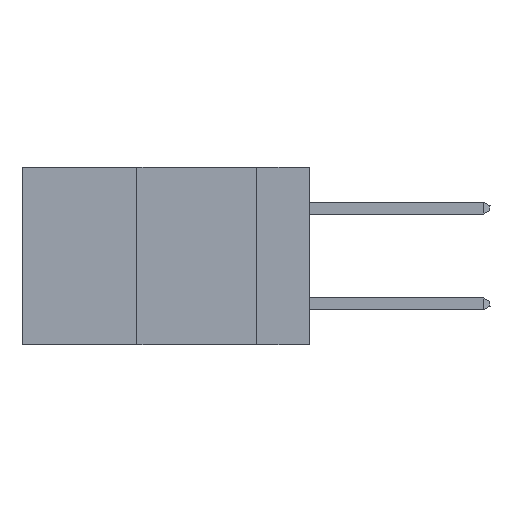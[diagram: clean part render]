
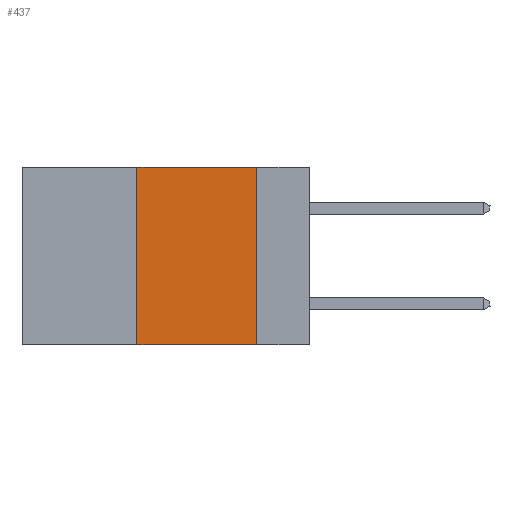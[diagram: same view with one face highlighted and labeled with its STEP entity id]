
A CAD part, left-side view. The second image highlights one B-rep face of the part: STEP entity #437.
In plain terms, the highlighted planar face has unit normal (-1, 0, 0).
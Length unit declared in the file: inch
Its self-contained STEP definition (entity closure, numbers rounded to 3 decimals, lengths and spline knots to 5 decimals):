
#437 = ADVANCED_FACE ( 'NONE', ( #16720 ), #970, .F. ) ;
#970 = PLANE ( 'NONE',  #18559 ) ;
#1516 = VERTEX_POINT ( 'NONE', #23568 ) ;
#3062 = LINE ( 'NONE', #13711, #11420 ) ;
#3189 = VERTEX_POINT ( 'NONE', #4854 ) ;
#3514 = EDGE_CURVE ( 'NONE', #6216, #1516, #12409, .T. ) ;
#3788 = VERTEX_POINT ( 'NONE', #15561 ) ;
#4692 = CARTESIAN_POINT ( 'NONE',  ( 0., 0.6, -0.37 ) ) ;
#4854 = CARTESIAN_POINT ( 'NONE',  ( 0., 0.36, -0.37 ) ) ;
#6216 = VERTEX_POINT ( 'NONE', #15782 ) ;
#6670 = EDGE_LOOP ( 'NONE', ( #19042, #26275, #9977, #12148 ) ) ;
#6847 = DIRECTION ( 'NONE',  ( 0., -1., 0. ) ) ;
#7218 = EDGE_CURVE ( 'NONE', #1516, #3788, #23936, .T. ) ;
#9684 = EDGE_CURVE ( 'NONE', #3189, #3788, #22538, .T. ) ;
#9977 = ORIENTED_EDGE ( 'NONE', *, *, #15732, .F. ) ;
#10398 = DIRECTION ( 'NONE',  ( 0., 0., -1. ) ) ;
#11420 = VECTOR ( 'NONE', #15855, 39.37008 ) ;
#12148 = ORIENTED_EDGE ( 'NONE', *, *, #9684, .T. ) ;
#12348 = VECTOR ( 'NONE', #10398, 39.37008 ) ;
#12409 = LINE ( 'NONE', #18551, #17889 ) ;
#13179 = DIRECTION ( 'NONE',  ( 0., 0., -1. ) ) ;
#13711 = CARTESIAN_POINT ( 'NONE',  ( 0., 0.36, 0. ) ) ;
#15561 = CARTESIAN_POINT ( 'NONE',  ( 0., 0.11, -0.37 ) ) ;
#15732 = EDGE_CURVE ( 'NONE', #3189, #6216, #3062, .T. ) ;
#15782 = CARTESIAN_POINT ( 'NONE',  ( 0., 0.36, 0. ) ) ;
#15855 = DIRECTION ( 'NONE',  ( 0., 0., 1. ) ) ;
#16720 = FACE_OUTER_BOUND ( 'NONE', #6670, .T. ) ;
#17889 = VECTOR ( 'NONE', #22683, 39.37008 ) ;
#18551 = CARTESIAN_POINT ( 'NONE',  ( 0., 0.6, 0. ) ) ;
#18559 = AXIS2_PLACEMENT_3D ( 'NONE', #25687, #19126, #13179 ) ;
#19042 = ORIENTED_EDGE ( 'NONE', *, *, #7218, .F. ) ;
#19126 = DIRECTION ( 'NONE',  ( 1., 0., 0. ) ) ;
#20512 = CARTESIAN_POINT ( 'NONE',  ( 0., 0.11, 0. ) ) ;
#22538 = LINE ( 'NONE', #4692, #24467 ) ;
#22683 = DIRECTION ( 'NONE',  ( 0., -1., 0. ) ) ;
#23568 = CARTESIAN_POINT ( 'NONE',  ( 0., 0.11, 0. ) ) ;
#23936 = LINE ( 'NONE', #20512, #12348 ) ;
#24467 = VECTOR ( 'NONE', #6847, 39.37008 ) ;
#25687 = CARTESIAN_POINT ( 'NONE',  ( 0., 0.6, 0. ) ) ;
#26275 = ORIENTED_EDGE ( 'NONE', *, *, #3514, .F. ) ;
